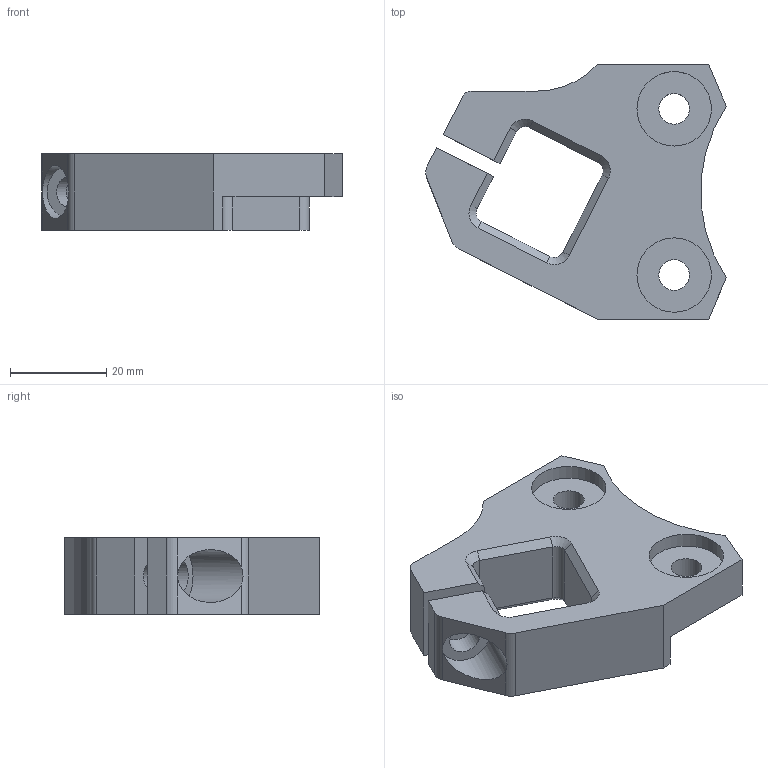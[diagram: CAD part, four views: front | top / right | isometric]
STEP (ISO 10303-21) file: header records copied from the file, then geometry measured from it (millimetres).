
FILE_DESCRIPTION(/* description */ (''),/* implementation_level */ '2;1');
FILE_NAME(/* name */ 'clamp_right.stp',/* time_stamp */ '2017-12-18T12:59:47+11:00',/* author */ ('MQ42926084'),/* organization */ (''),/* preprocessor_version */ 'ST-DEVELOPER v16.5',/* originating_system */ 'Autodesk Inventor 2017',/* authorisation */ '');
FILE_SCHEMA (('AUTOMOTIVE_DESIGN { 1 0 10303 214 3 1 1 }'));
Length unit declared in the file: millimetre
Products named in the file (1): 2017.LBT.10_clamp_right (MOD)
Bounding box: 62.57 x 53 x 16 mm (x, y, z)
Volume: 24503.6 mm3; surface area: 9553.3 mm2
Topology: 1 solids, 1 shells, 66 faces, 174 edges, 112 vertices
Faces by surface type: plane 38, cylinder 20, cone 8
Full cylindrical faces by diameter (mm): 4.917 x1, 6.4 x2, 6.6 x1, 11 x1, 15.5 x2
Entity records: 2009 total; most frequent: CARTESIAN_POINT 352, DIRECTION 343, ORIENTED_EDGE 324, EDGE_CURVE 162, AXIS2_PLACEMENT_3D 116, LINE 111, VECTOR 111, VERTEX_POINT 107
